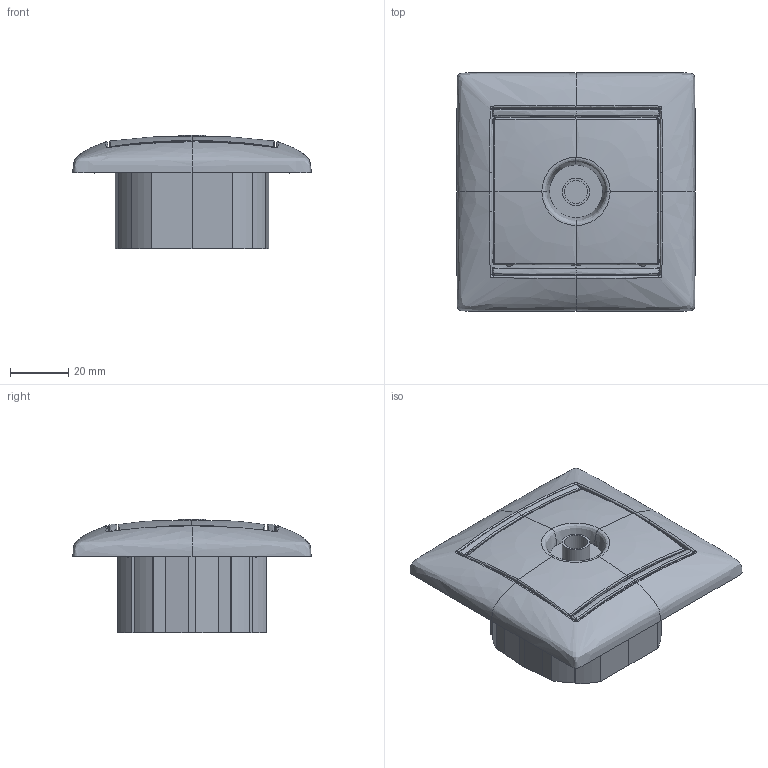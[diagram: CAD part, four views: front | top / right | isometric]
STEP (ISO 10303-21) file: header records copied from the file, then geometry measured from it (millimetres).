
FILE_DESCRIPTION(('STEP AP203'), '1');
FILE_NAME('774429', '2025-05-28T04:21:59', ('lkeadmin'), ('DC1INFRASCCM01'), 'C3D Converter', 'C3D Toolkit', '');
FILE_SCHEMA(('CONFIG_CONTROL_DESIGN'));
Length unit declared in the file: millimetre
Products named in the file (1): БЕИВ.434434.026
Bounding box: 82 x 82 x 39 mm (x, y, z)
Volume: 945.3 mm3; surface area: 24425.9 mm2
Topology: 7 solids, 8 shells, 543 faces, 1345 edges, 786 vertices
Faces by surface type: bspline 266, plane 137, cylinder 70, extrusion 54, sphere 12, torus 4
Full cylindrical faces by diameter (mm): 8 x1, 9.5 x1
Entity records: 44099 total; most frequent: CARTESIAN_POINT 34107, ORIENTED_EDGE 2594, EDGE_CURVE 1297, DIRECTION 1023, B_SPLINE_CURVE_WITH_KNOTS 915, VERTEX_POINT 794, EDGE_LOOP 551, FACE_BOUND 543
